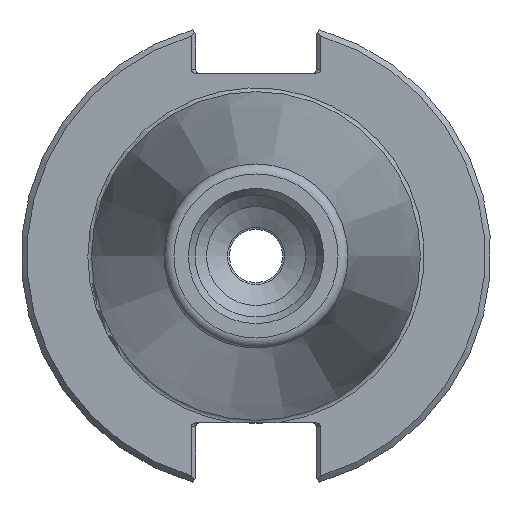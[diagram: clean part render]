
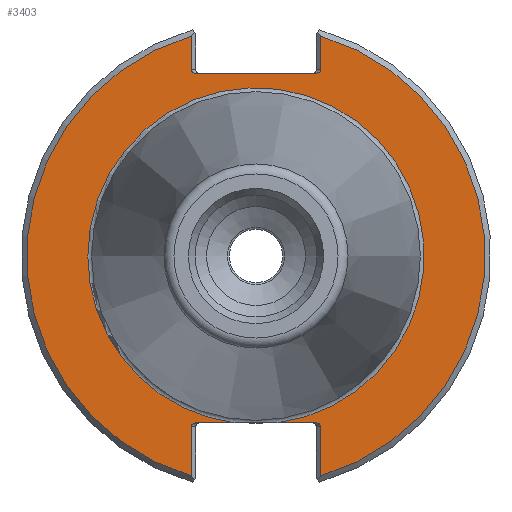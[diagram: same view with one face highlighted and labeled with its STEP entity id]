
A CAD part, left-side view. The second image highlights one B-rep face of the part: STEP entity #3403.
In plain terms, the highlighted planar face has unit normal (-1, 0, 0).
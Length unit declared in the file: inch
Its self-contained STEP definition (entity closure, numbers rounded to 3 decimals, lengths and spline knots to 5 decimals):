
#2461=CARTESIAN_POINT('',(0.125,0.345,0.992));
#2462=VERTEX_POINT('',#2461);
#2469=CARTESIAN_POINT('',(0.125,0.31672,0.972));
#2470=VERTEX_POINT('',#2469);
#2471=CARTESIAN_POINT('',(0.125,0.31672,0.992));
#2472=DIRECTION('',(-1.0,0.0,0.0));
#2473=DIRECTION('',(0.0,1.0,0.0));
#2474=AXIS2_PLACEMENT_3D('',#2471,#2472,#2473);
#2475=ELLIPSE('',#2474,0.02828,0.02);
#2476=EDGE_CURVE('',#2462,#2470,#2475,.T.);
#2561=CARTESIAN_POINT('',(0.125,0.345,1.1702));
#2562=VERTEX_POINT('',#2561);
#2569=CARTESIAN_POINT('',(0.125,0.345,1.1702));
#2570=DIRECTION('',(0.0,0.0,-1.0));
#2571=VECTOR('',#2570,0.1782);
#2572=LINE('',#2569,#2571);
#2573=EDGE_CURVE('',#2562,#2462,#2572,.T.);
#2673=CARTESIAN_POINT('',(0.125,-0.31672,0.972));
#2674=VERTEX_POINT('',#2673);
#2681=CARTESIAN_POINT('',(0.125,-0.345,0.992));
#2682=VERTEX_POINT('',#2681);
#2683=CARTESIAN_POINT('',(0.125,-0.31672,0.992));
#2684=DIRECTION('',(-1.0,0.0,0.0));
#2685=DIRECTION('',(0.0,-1.0,0.0));
#2686=AXIS2_PLACEMENT_3D('',#2683,#2684,#2685);
#2687=ELLIPSE('',#2686,0.02828,0.02);
#2688=EDGE_CURVE('',#2674,#2682,#2687,.T.);
#2738=CARTESIAN_POINT('',(0.125,-0.345,1.1702));
#2739=VERTEX_POINT('',#2738);
#2740=CARTESIAN_POINT('',(0.125,-0.345,0.992));
#2741=DIRECTION('',(0.0,0.0,1.0));
#2742=VECTOR('',#2741,0.1782);
#2743=LINE('',#2740,#2742);
#2744=EDGE_CURVE('',#2682,#2739,#2743,.T.);
#2762=CARTESIAN_POINT('',(0.125,-0.345,-0.908));
#2763=VERTEX_POINT('',#2762);
#2764=CARTESIAN_POINT('',(0.125,-0.31672,-0.888));
#2765=VERTEX_POINT('',#2764);
#2766=CARTESIAN_POINT('',(0.125,-0.31672,-0.908));
#2767=DIRECTION('',(-1.0,0.0,0.0));
#2768=DIRECTION('',(0.0,-1.0,0.0));
#2769=AXIS2_PLACEMENT_3D('',#2766,#2767,#2768);
#2770=ELLIPSE('',#2769,0.02828,0.02);
#2771=EDGE_CURVE('',#2763,#2765,#2770,.T.);
#2869=CARTESIAN_POINT('',(0.125,-0.345,-1.1702));
#2870=VERTEX_POINT('',#2869);
#2877=CARTESIAN_POINT('',(0.125,-0.345,-1.1702));
#2878=DIRECTION('',(0.0,0.0,1.0));
#2879=VECTOR('',#2878,0.2622);
#2880=LINE('',#2877,#2879);
#2881=EDGE_CURVE('',#2870,#2763,#2880,.T.);
#2981=CARTESIAN_POINT('',(0.125,0.31672,-0.888));
#2982=VERTEX_POINT('',#2981);
#2989=CARTESIAN_POINT('',(0.125,0.345,-0.908));
#2990=VERTEX_POINT('',#2989);
#2991=CARTESIAN_POINT('',(0.125,0.31672,-0.908));
#2992=DIRECTION('',(-1.0,0.0,0.0));
#2993=DIRECTION('',(0.0,1.0,0.0));
#2994=AXIS2_PLACEMENT_3D('',#2991,#2992,#2993);
#2995=ELLIPSE('',#2994,0.02828,0.02);
#2996=EDGE_CURVE('',#2982,#2990,#2995,.T.);
#3046=CARTESIAN_POINT('',(0.125,0.345,-1.1702));
#3047=VERTEX_POINT('',#3046);
#3048=CARTESIAN_POINT('',(0.125,0.345,-0.908));
#3049=DIRECTION('',(0.0,0.0,-1.0));
#3050=VECTOR('',#3049,0.2622);
#3051=LINE('',#3048,#3050);
#3052=EDGE_CURVE('',#2990,#3047,#3051,.T.);
#3119=CARTESIAN_POINT('',(0.125,0.31672,0.972));
#3120=DIRECTION('',(0.0,-1.0,0.0));
#3121=VECTOR('',#3120,0.63343);
#3122=LINE('',#3119,#3121);
#3123=EDGE_CURVE('',#2470,#2674,#3122,.T.);
#3321=CARTESIAN_POINT('',(0.125,-0.11172,-0.888));
#3322=VERTEX_POINT('',#3321);
#3323=CARTESIAN_POINT('',(0.125,0.11172,-0.888));
#3324=VERTEX_POINT('',#3323);
#3339=CARTESIAN_POINT('',(0.125,0.,0.0));
#3340=DIRECTION('',(-1.0,0.0,0.0));
#3341=DIRECTION('',(0.0,-1.0,0.0));
#3342=AXIS2_PLACEMENT_3D('',#3339,#3340,#3341);
#3343=CIRCLE('',#3342,0.895);
#3344=EDGE_CURVE('',#3322,#3324,#3343,.T.);
#3360=CARTESIAN_POINT('',(0.125,1.0625,0.0));
#3361=DIRECTION('',(-1.0,0.0,0.0));
#3362=DIRECTION('',(0.0,0.0,1.0));
#3363=AXIS2_PLACEMENT_3D('',#3360,#3361,#3362);
#3364=PLANE('',#3363);
#3365=ORIENTED_EDGE('',*,*,#3344,.F.);
#3366=CARTESIAN_POINT('',(0.125,-0.31672,-0.888));
#3367=DIRECTION('',(0.0,1.0,0.0));
#3368=VECTOR('',#3367,0.205);
#3369=LINE('',#3366,#3368);
#3370=EDGE_CURVE('',#2765,#3322,#3369,.T.);
#3371=ORIENTED_EDGE('',*,*,#3370,.F.);
#3372=ORIENTED_EDGE('',*,*,#2771,.F.);
#3373=ORIENTED_EDGE('',*,*,#2881,.F.);
#3374=CARTESIAN_POINT('',(0.125,0.,0.0));
#3375=DIRECTION('',(1.0,0.0,0.0));
#3376=DIRECTION('',(0.0,-1.0,0.0));
#3377=AXIS2_PLACEMENT_3D('',#3374,#3375,#3376);
#3378=CIRCLE('',#3377,1.22);
#3379=EDGE_CURVE('',#2739,#2870,#3378,.T.);
#3380=ORIENTED_EDGE('',*,*,#3379,.F.);
#3381=ORIENTED_EDGE('',*,*,#2744,.F.);
#3382=ORIENTED_EDGE('',*,*,#2688,.F.);
#3383=ORIENTED_EDGE('',*,*,#3123,.F.);
#3384=ORIENTED_EDGE('',*,*,#2476,.F.);
#3385=ORIENTED_EDGE('',*,*,#2573,.F.);
#3386=CARTESIAN_POINT('',(0.125,0.,0.0));
#3387=DIRECTION('',(1.0,0.0,0.0));
#3388=DIRECTION('',(0.0,1.0,0.0));
#3389=AXIS2_PLACEMENT_3D('',#3386,#3387,#3388);
#3390=CIRCLE('',#3389,1.22);
#3391=EDGE_CURVE('',#3047,#2562,#3390,.T.);
#3392=ORIENTED_EDGE('',*,*,#3391,.F.);
#3393=ORIENTED_EDGE('',*,*,#3052,.F.);
#3394=ORIENTED_EDGE('',*,*,#2996,.F.);
#3395=CARTESIAN_POINT('',(0.125,0.11172,-0.888));
#3396=DIRECTION('',(0.0,1.0,0.0));
#3397=VECTOR('',#3396,0.205);
#3398=LINE('',#3395,#3397);
#3399=EDGE_CURVE('',#3324,#2982,#3398,.T.);
#3400=ORIENTED_EDGE('',*,*,#3399,.F.);
#3401=EDGE_LOOP('',(#3365,#3371,#3372,#3373,#3380,#3381,#3382,#3383,#3384,#3385,#3392,#3393,#3394,#3400));
#3402=FACE_OUTER_BOUND('',#3401,.T.);
#3403=ADVANCED_FACE('',(#3402),#3364,.T.);
